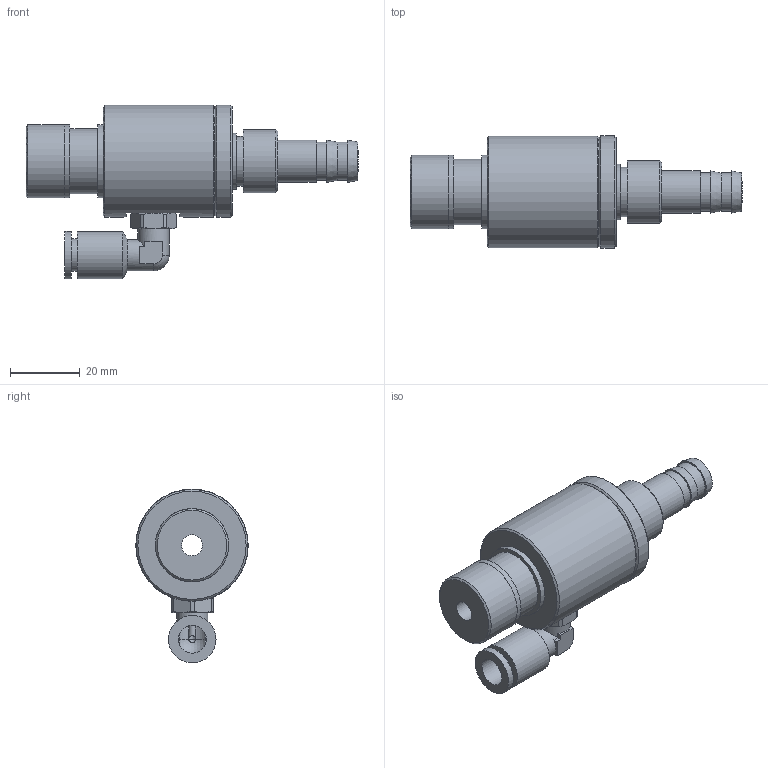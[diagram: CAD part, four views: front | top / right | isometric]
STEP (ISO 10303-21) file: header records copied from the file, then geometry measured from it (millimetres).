
FILE_DESCRIPTION(/* description */ (''),/* implementation_level */ '2;1');
FILE_NAME(/* name */ '3D_tvtt6es.stp',/* time_stamp */ '2022-10-07T12:58:13+02:00',/* author */ ('JosepM'),/* organization */ (''),/* preprocessor_version */ 'ST-DEVELOPER v17.2',/* originating_system */ 'Autodesk Inventor 2019',/* authorisation */ '');
FILE_SCHEMA (('AUTOMOTIVE_DESIGN { 1 0 10303 214 3 1 1 }'));
Length unit declared in the file: millimetre
Products named in the file (1): 3D_tvtt6es
Bounding box: 95.05 x 32.2 x 49.8 mm (x, y, z)
Volume: 42349.2 mm3; surface area: 12647.3 mm2
Topology: 1 solids, 1 shells, 97 faces, 247 edges, 168 vertices
Faces by surface type: plane 43, cylinder 30, cone 22, sphere 2
Full cylindrical faces by diameter (mm): 2 x2, 4 x1, 6 x1, 8 x1, 9 x2, 9.3 x1, 11 x2, 12.1 x1, 13.5 x1, 13.6 x1, 14.2 x1, 16 x1, 18 x1, 18.7 x1, 20.94 x1, 21 x2, 32 x1, 32.2 x1
Entity records: 3030 total; most frequent: CARTESIAN_POINT 559, DIRECTION 555, ORIENTED_EDGE 490, EDGE_CURVE 245, AXIS2_PLACEMENT_3D 236, VERTEX_POINT 168, CIRCLE 134, EDGE_LOOP 117
